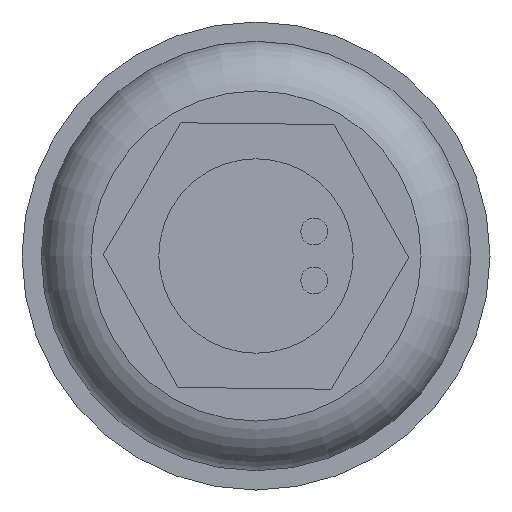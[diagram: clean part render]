
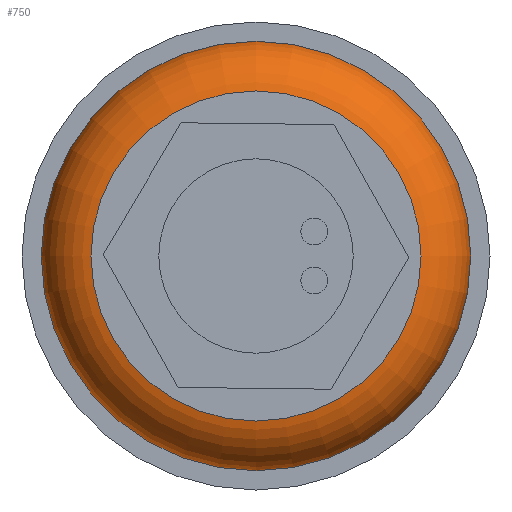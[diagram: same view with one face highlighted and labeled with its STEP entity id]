
A CAD part, front view. The second image highlights one B-rep face of the part: STEP entity #750.
In plain terms, the highlighted toroidal (fillet/blend) face has major radius 7.685 mm and minor radius 3.14 mm.
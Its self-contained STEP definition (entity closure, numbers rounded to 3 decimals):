
#194=FACE_OUTER_BOUND('',#241,.T.);
#241=EDGE_LOOP('',(#535,#536,#537,#538,#539,#540));
#300=CIRCLE('',#822,7.685);
#301=CIRCLE('',#823,3.14);
#302=CIRCLE('',#824,10.825);
#303=CIRCLE('',#825,10.825);
#304=CIRCLE('',#826,7.685);
#352=VERTEX_POINT('',#1176);
#353=VERTEX_POINT('',#1177);
#354=VERTEX_POINT('',#1179);
#355=VERTEX_POINT('',#1181);
#429=EDGE_CURVE('',#352,#353,#300,.T.);
#430=EDGE_CURVE('',#353,#354,#301,.T.);
#431=EDGE_CURVE('',#354,#355,#302,.T.);
#432=EDGE_CURVE('',#355,#354,#303,.T.);
#433=EDGE_CURVE('',#353,#352,#304,.T.);
#535=ORIENTED_EDGE('',*,*,#429,.T.);
#536=ORIENTED_EDGE('',*,*,#430,.T.);
#537=ORIENTED_EDGE('',*,*,#431,.T.);
#538=ORIENTED_EDGE('',*,*,#432,.T.);
#539=ORIENTED_EDGE('',*,*,#430,.F.);
#540=ORIENTED_EDGE('',*,*,#433,.T.);
#747=TOROIDAL_SURFACE('',#821,7.685,3.14);
#750=ADVANCED_FACE('',(#194),#747,.T.);
#821=AXIS2_PLACEMENT_3D('',#1175,#922,#923);
#822=AXIS2_PLACEMENT_3D('',#1178,#924,#925);
#823=AXIS2_PLACEMENT_3D('',#1180,#926,#927);
#824=AXIS2_PLACEMENT_3D('',#1182,#928,#929);
#825=AXIS2_PLACEMENT_3D('',#1183,#930,#931);
#826=AXIS2_PLACEMENT_3D('',#1184,#932,#933);
#922=DIRECTION('center_axis',(0.,-1.,0.));
#923=DIRECTION('ref_axis',(0.,0.,-1.));
#924=DIRECTION('center_axis',(0.,1.,0.));
#925=DIRECTION('ref_axis',(-1.,0.,0.));
#926=DIRECTION('center_axis',(-1.,0.,0.));
#927=DIRECTION('ref_axis',(0.,0.,1.));
#928=DIRECTION('center_axis',(0.,-1.,0.));
#929=DIRECTION('ref_axis',(1.,0.,0.));
#930=DIRECTION('center_axis',(0.,-1.,0.));
#931=DIRECTION('ref_axis',(1.,0.,0.));
#932=DIRECTION('center_axis',(0.,1.,0.));
#933=DIRECTION('ref_axis',(-1.,0.,0.));
#1175=CARTESIAN_POINT('Origin',(0.,16.99,0.));
#1176=CARTESIAN_POINT('',(7.685,13.85,0.));
#1177=CARTESIAN_POINT('',(0.,13.85,7.685));
#1178=CARTESIAN_POINT('Origin',(0.,13.85,0.));
#1179=CARTESIAN_POINT('',(0.,16.99,10.825));
#1180=CARTESIAN_POINT('Origin',(0.,16.99,7.685));
#1181=CARTESIAN_POINT('',(10.825,16.99,0.));
#1182=CARTESIAN_POINT('Origin',(0.,16.99,0.));
#1183=CARTESIAN_POINT('Origin',(0.,16.99,0.));
#1184=CARTESIAN_POINT('Origin',(0.,13.85,0.));
